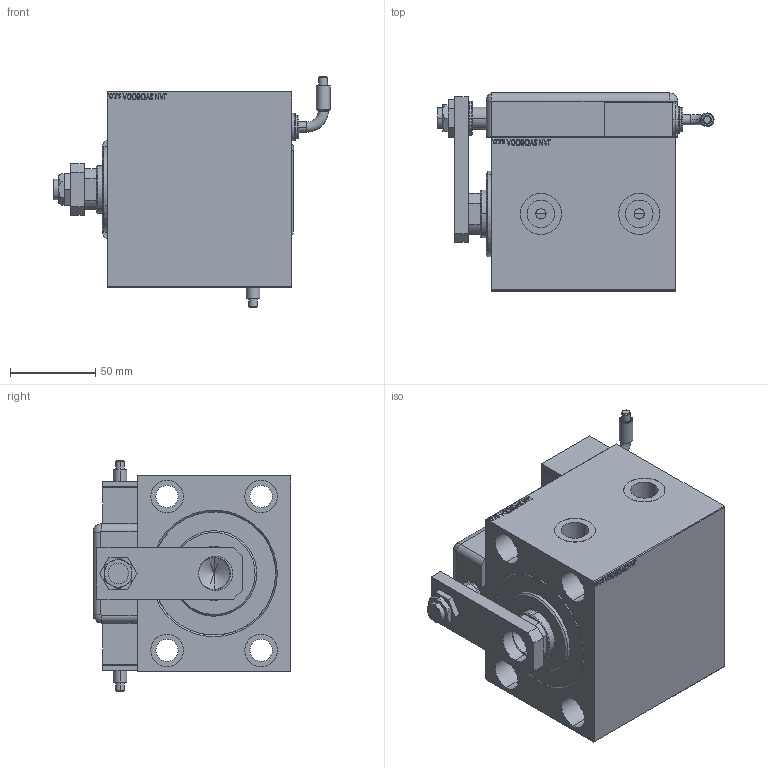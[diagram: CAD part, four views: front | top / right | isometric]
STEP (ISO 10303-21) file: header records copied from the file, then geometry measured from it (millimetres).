
FILE_DESCRIPTION (( 'STEP AP203' ), '1' );
FILE_NAME ('19cf.STEP', '2024-04-15T11:32:21', ( '' ), ( '' ), 'SwSTEP 2.0', 'SolidWorks 2019', '' );
FILE_SCHEMA (( 'CONFIG_CONTROL_DESIGN' ));
Length unit declared in the file: millimetre
Products named in the file (13): 19cf; TYC 30a19e7ef87745cebf6e47f88a7119cd; SWITCH Q 30a19e7ef87745cebf6e47f88a7119cd; NUT_D13 30a19e7ef87745cebf6e47f88a7119cd; MAGNETIC SWITCH Q 30a19e7ef87745cebf6e47f88a7119cd; NUT_D19 30a19e7ef87745cebf6e47f88a7119cd; V450CM_VC_B 30a19e7ef87745cebf6e47f88a7119cd; SWITCH_Q_FRONT_BACK 30a19e7ef87745cebf6e47f88a7119cd; KRYT 30a19e7ef87745cebf6e47f88a7119cd; V450CM_C_Body 30a19e7ef87745cebf6e47f88a7119cd; SWITCH DIM A_G 30a19e7ef87745cebf6e47f88a7119cd; V450CM_C_VCP 30a19e7ef87745cebf6e47f88a7119cd; ZARAZKA_Q 30a19e7ef87745cebf6e47f88a7119cd
Assembly tree (13 placements, depth 3):
  19cf
    V450CM_C_Body 30a19e7ef87745cebf6e47f88a7119cd
    V450CM_C_VCP 30a19e7ef87745cebf6e47f88a7119cd
    V450CM_VC_B 30a19e7ef87745cebf6e47f88a7119cd
    MAGNETIC SWITCH Q 30a19e7ef87745cebf6e47f88a7119cd
      SWITCH_Q_FRONT_BACK 30a19e7ef87745cebf6e47f88a7119cd
      TYC 30a19e7ef87745cebf6e47f88a7119cd
      ZARAZKA_Q 30a19e7ef87745cebf6e47f88a7119cd
      SWITCH DIM A_G 30a19e7ef87745cebf6e47f88a7119cd
      NUT_D19 30a19e7ef87745cebf6e47f88a7119cd
      NUT_D13 30a19e7ef87745cebf6e47f88a7119cd
      KRYT 30a19e7ef87745cebf6e47f88a7119cd
      SWITCH Q 30a19e7ef87745cebf6e47f88a7119cd  x2
Bounding box: 161.46 x 115.8 x 135.01 mm (x, y, z)
Volume: 1117472.9 mm3; surface area: 195163.9 mm2
Topology: 13 solids, 13 shells, 1277 faces, 3228 edges, 2125 vertices
Faces by surface type: plane 619, bspline 475, cylinder 125, cone 34, torus 22, sphere 2
Entity records: 61382 total; most frequent: CARTESIAN_POINT 33446, ORIENTED_EDGE 6200, DIRECTION 3944, EDGE_CURVE 3100, VERTEX_POINT 2048, LINE 1838, VECTOR 1838, EDGE_LOOP 1398
